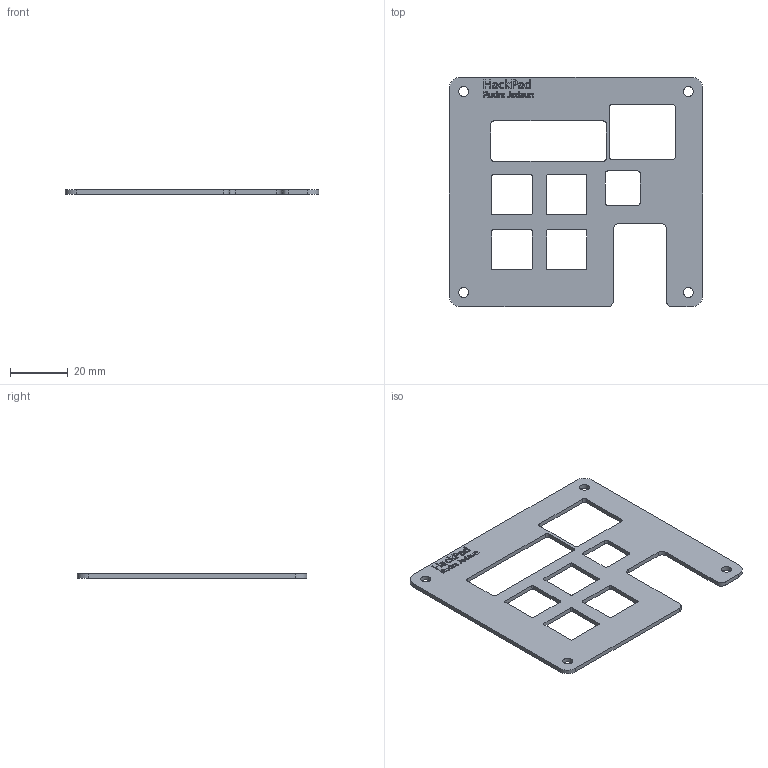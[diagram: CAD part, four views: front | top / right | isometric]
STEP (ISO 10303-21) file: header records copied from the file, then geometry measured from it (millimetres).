
FILE_DESCRIPTION(/* description */ (''),/* implementation_level */ '2;1');
FILE_NAME(/* name */ 'cover plate.step',/* time_stamp */ '2025-11-21T18:06:05+05:30',/* author */ (''),/* organization */ (''),/* preprocessor_version */ 'ST-DEVELOPER v20.1',/* originating_system */ 'Autodesk Translation Framework v14.21.0.0',/* authorisation */ '');
FILE_SCHEMA (('AUTOMOTIVE_DESIGN { 1 0 10303 214 3 1 1 }'));
Length unit declared in the file: millimetre
Products named in the file (1): plate-2025-11-21T07_28_30.304Z
Bounding box: 87.94 x 79.69 x 1.5 mm (x, y, z)
Volume: 6738.4 mm3; surface area: 10373.1 mm2
Topology: 1 solids, 1 shells, 484 faces, 1362 edges, 908 vertices
Faces by surface type: bspline 224, plane 220, cylinder 40
Full cylindrical faces by diameter (mm): 3.4 x4
Entity records: 17683 total; most frequent: CARTESIAN_POINT 6563, ORIENTED_EDGE 2724, DIRECTION 1516, EDGE_CURVE 1362, VERTEX_POINT 908, LINE 834, VECTOR 834, EDGE_LOOP 534
